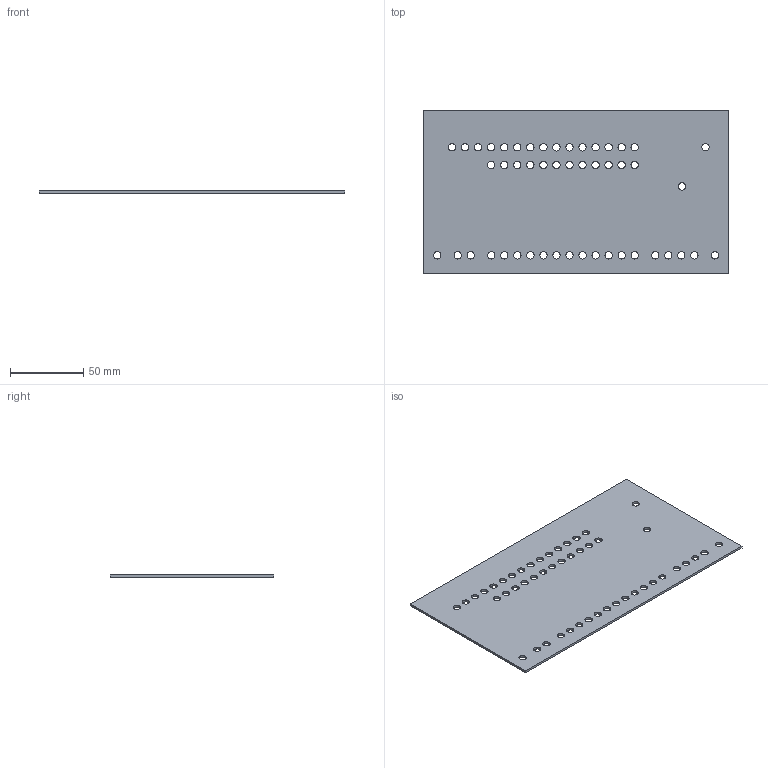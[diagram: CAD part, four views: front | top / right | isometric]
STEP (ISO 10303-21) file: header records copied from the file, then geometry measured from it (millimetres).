
FILE_DESCRIPTION(('KiCad electronic assembly'),'2;1');
FILE_NAME('sbc6120-rbc-front-dress-panel.step','2023-10-24T23:07:44',( 'Pcbnew'),('Kicad'),'Open CASCADE STEP processor 7.7', 'KiCad to STEP converter','Unknown');
FILE_SCHEMA(('AUTOMOTIVE_DESIGN { 1 0 10303 214 1 1 1 1 }'));
Length unit declared in the file: millimetre
Products named in the file (2): sbc6120-rbc-front-dress-panel 1; sbc6120-rbc-front-dress-panel PCB
Assembly tree (1 placements, depth 2):
  sbc6120-rbc-front-dress-panel 1
    sbc6120-rbc-front-dress-panel PCB
Bounding box: 208.28 x 111.76 x 1.58 mm (x, y, z)
Volume: 35258.1 mm3; surface area: 46858 mm2
Topology: 1 solids, 1 shells, 55 faces, 159 edges, 106 vertices
Faces by surface type: cylinder 49, plane 6
Full cylindrical faces by diameter (mm): 5 x49
Entity records: 4477 total; most frequent: CARTESIAN_POINT 1228, DIRECTION 591, ORIENTED_EDGE 318, PCURVE 318, DEFINITIONAL_REPRESENTATION 318, LINE 281, VECTOR 281, EDGE_CURVE 159
